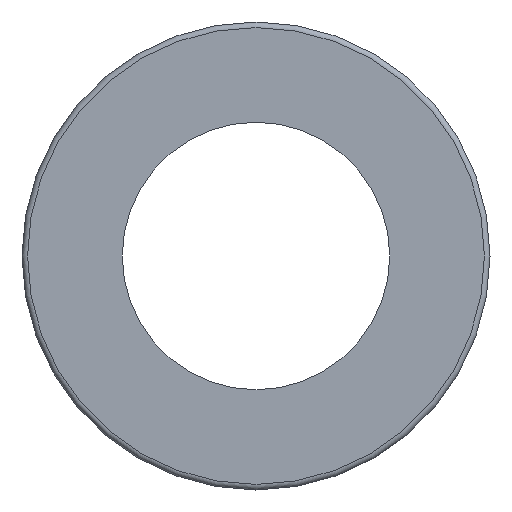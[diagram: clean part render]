
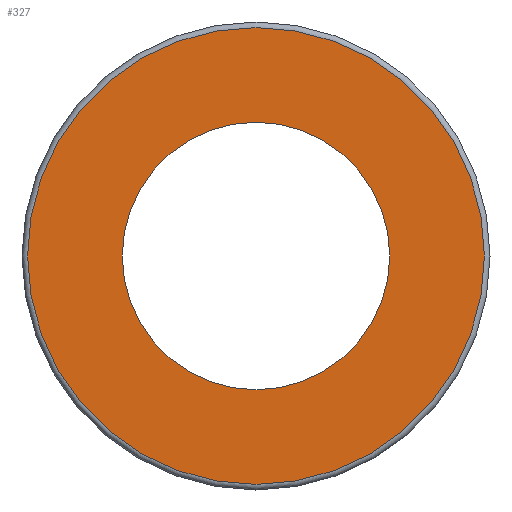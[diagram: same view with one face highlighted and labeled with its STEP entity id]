
A CAD part, left-side view. The second image highlights one B-rep face of the part: STEP entity #327.
In plain terms, the highlighted planar face has unit normal (-1, 0, 0).
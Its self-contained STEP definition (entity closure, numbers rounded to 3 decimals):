
#58 = EDGE_LOOP ( 'NONE', ( #61 ) ) ;
#61 = ORIENTED_EDGE ( 'NONE', *, *, #348, .F. ) ;
#64 = ORIENTED_EDGE ( 'NONE', *, *, #349, .T. ) ;
#73 = FACE_BOUND ( 'NONE', #58, .T. ) ;
#99 = FACE_OUTER_BOUND ( 'NONE', #148, .T. ) ;
#148 = EDGE_LOOP ( 'NONE', ( #64 ) ) ;
#155 = CIRCLE ( 'NONE', #167, 6. ) ;
#156 = CIRCLE ( 'NONE', #170, 10.25 ) ;
#166 = AXIS2_PLACEMENT_3D ( 'NONE', #293, #256, #270 ) ;
#167 = AXIS2_PLACEMENT_3D ( 'NONE', #278, #281, #274 ) ;
#170 = AXIS2_PLACEMENT_3D ( 'NONE', #275, #262, #258 ) ;
#219 = CARTESIAN_POINT ( 'NONE',  ( -15., 0., -10.25 ) ) ;
#220 = VERTEX_POINT ( 'NONE', #219 ) ;
#221 = CARTESIAN_POINT ( 'NONE',  ( -15., 0., 6. ) ) ;
#222 = VERTEX_POINT ( 'NONE', #221 ) ;
#256 = DIRECTION ( 'NONE',  ( 1., 0., 0. ) ) ;
#258 = DIRECTION ( 'NONE',  ( 0., 0., -1. ) ) ;
#262 = DIRECTION ( 'NONE',  ( -1., 0., 0. ) ) ;
#270 = DIRECTION ( 'NONE',  ( 0., 0., -1. ) ) ;
#274 = DIRECTION ( 'NONE',  ( 0., 0., 1. ) ) ;
#275 = CARTESIAN_POINT ( 'NONE',  ( -15., 0., 0. ) ) ;
#278 = CARTESIAN_POINT ( 'NONE',  ( -15., 0., 0. ) ) ;
#281 = DIRECTION ( 'NONE',  ( -1., 0., 0. ) ) ;
#292 = PLANE ( 'NONE',  #166 ) ;
#293 = CARTESIAN_POINT ( 'NONE',  ( -15., 6., 0. ) ) ;
#327 = ADVANCED_FACE ( 'NONE', ( #99, #73 ), #292, .F. ) ;
#348 = EDGE_CURVE ( 'NONE', #222, #222, #155, .T. ) ;
#349 = EDGE_CURVE ( 'NONE', #220, #220, #156, .T. ) ;
